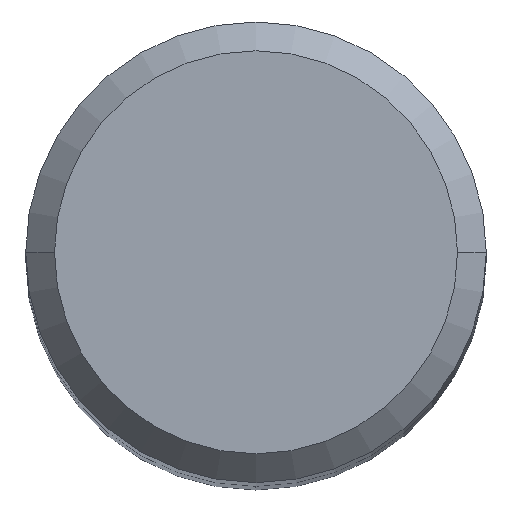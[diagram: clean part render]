
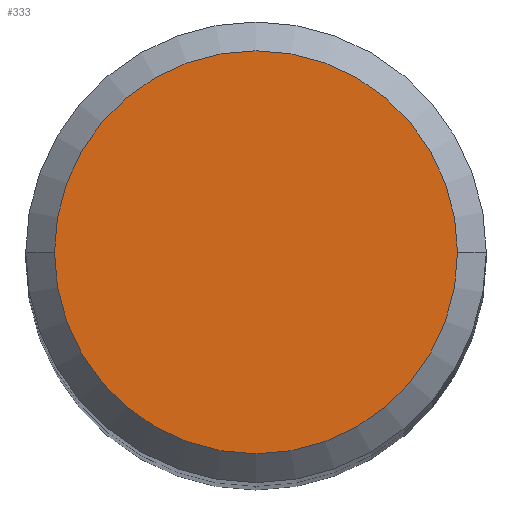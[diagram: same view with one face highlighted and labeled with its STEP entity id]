
A CAD part, top view. The second image highlights one B-rep face of the part: STEP entity #333.
In plain terms, the highlighted planar face has unit normal (0, 0, 1).
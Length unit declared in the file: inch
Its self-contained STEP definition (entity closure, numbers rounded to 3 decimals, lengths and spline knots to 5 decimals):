
#41 = PLANE ( 'NONE',  #225 ) ;
#70 = CARTESIAN_POINT ( 'NONE',  ( 0., 0., 0. ) ) ;
#88 = EDGE_CURVE ( 'NONE', #370, #99, #302, .T. ) ;
#90 = DIRECTION ( 'NONE',  ( 0., 0., -1. ) ) ;
#92 = DIRECTION ( 'NONE',  ( -1., 0., 0. ) ) ;
#99 = VERTEX_POINT ( 'NONE', #332 ) ;
#160 = EDGE_LOOP ( 'NONE', ( #249, #346 ) ) ;
#169 = AXIS2_PLACEMENT_3D ( 'NONE', #178, #305, #366 ) ;
#178 = CARTESIAN_POINT ( 'NONE',  ( 0., 0., 0. ) ) ;
#189 = FACE_OUTER_BOUND ( 'NONE', #160, .T. ) ;
#218 = CARTESIAN_POINT ( 'NONE',  ( 0., 0., 0. ) ) ;
#225 = AXIS2_PLACEMENT_3D ( 'NONE', #218, #90, #92 ) ;
#249 = ORIENTED_EDGE ( 'NONE', *, *, #298, .T. ) ;
#257 = DIRECTION ( 'NONE',  ( 0., 0., 1. ) ) ;
#283 = CIRCLE ( 'NONE', #169, 0.21875 ) ;
#298 = EDGE_CURVE ( 'NONE', #99, #370, #283, .T. ) ;
#302 = CIRCLE ( 'NONE', #308, 0.21875 ) ;
#305 = DIRECTION ( 'NONE',  ( 0., 0., 1. ) ) ;
#306 = CARTESIAN_POINT ( 'NONE',  ( 0.21875, 0., 0. ) ) ;
#308 = AXIS2_PLACEMENT_3D ( 'NONE', #70, #257, #313 ) ;
#313 = DIRECTION ( 'NONE',  ( 1., 0., 0. ) ) ;
#332 = CARTESIAN_POINT ( 'NONE',  ( -0.21875, 0., 0. ) ) ;
#333 = ADVANCED_FACE ( 'NONE', ( #189 ), #41, .F. ) ;
#346 = ORIENTED_EDGE ( 'NONE', *, *, #88, .T. ) ;
#366 = DIRECTION ( 'NONE',  ( 1., 0., 0. ) ) ;
#370 = VERTEX_POINT ( 'NONE', #306 ) ;
